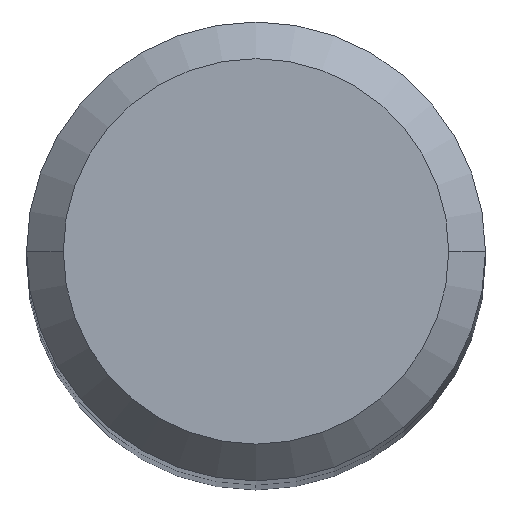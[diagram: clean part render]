
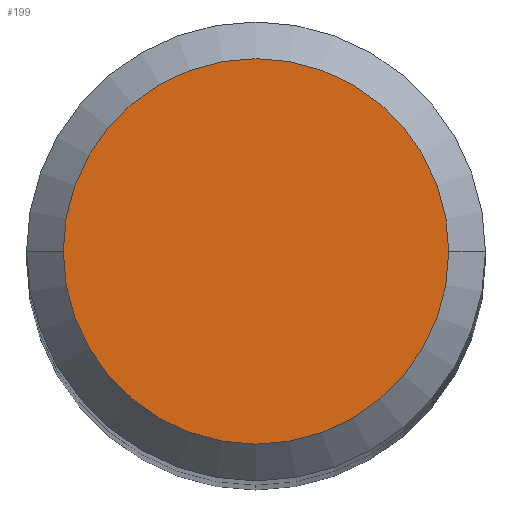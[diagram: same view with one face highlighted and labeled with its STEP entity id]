
A CAD part, top view. The second image highlights one B-rep face of the part: STEP entity #199.
In plain terms, the highlighted planar face has unit normal (0, 0, 1).
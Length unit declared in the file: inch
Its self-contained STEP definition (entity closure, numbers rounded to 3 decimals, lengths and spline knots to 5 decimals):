
#9 = CIRCLE ( 'NONE', #95, 0.16405 ) ;
#16 = CIRCLE ( 'NONE', #160, 0.16405 ) ;
#45 = EDGE_LOOP ( 'NONE', ( #65, #127 ) ) ;
#63 = DIRECTION ( 'NONE',  ( 0., 0., 1. ) ) ;
#65 = ORIENTED_EDGE ( 'NONE', *, *, #159, .T. ) ;
#95 = AXIS2_PLACEMENT_3D ( 'NONE', #229, #120, #147 ) ;
#120 = DIRECTION ( 'NONE',  ( 0., 0., 1. ) ) ;
#127 = ORIENTED_EDGE ( 'NONE', *, *, #299, .T. ) ;
#128 = AXIS2_PLACEMENT_3D ( 'NONE', #154, #177, #386 ) ;
#147 = DIRECTION ( 'NONE',  ( 1., 0., 0. ) ) ;
#153 = CARTESIAN_POINT ( 'NONE',  ( -0.16405, 0., 0. ) ) ;
#154 = CARTESIAN_POINT ( 'NONE',  ( 0., 0., 0. ) ) ;
#159 = EDGE_CURVE ( 'NONE', #271, #209, #9, .T. ) ;
#160 = AXIS2_PLACEMENT_3D ( 'NONE', #272, #63, #358 ) ;
#177 = DIRECTION ( 'NONE',  ( 0., 0., -1. ) ) ;
#178 = FACE_OUTER_BOUND ( 'NONE', #45, .T. ) ;
#199 = ADVANCED_FACE ( 'NONE', ( #178 ), #342, .F. ) ;
#209 = VERTEX_POINT ( 'NONE', #293 ) ;
#229 = CARTESIAN_POINT ( 'NONE',  ( 0., 0., 0. ) ) ;
#271 = VERTEX_POINT ( 'NONE', #153 ) ;
#272 = CARTESIAN_POINT ( 'NONE',  ( 0., 0., 0. ) ) ;
#293 = CARTESIAN_POINT ( 'NONE',  ( 0.16405, 0., 0. ) ) ;
#299 = EDGE_CURVE ( 'NONE', #209, #271, #16, .T. ) ;
#342 = PLANE ( 'NONE',  #128 ) ;
#358 = DIRECTION ( 'NONE',  ( 1., 0., 0. ) ) ;
#386 = DIRECTION ( 'NONE',  ( -1., 0., 0. ) ) ;
